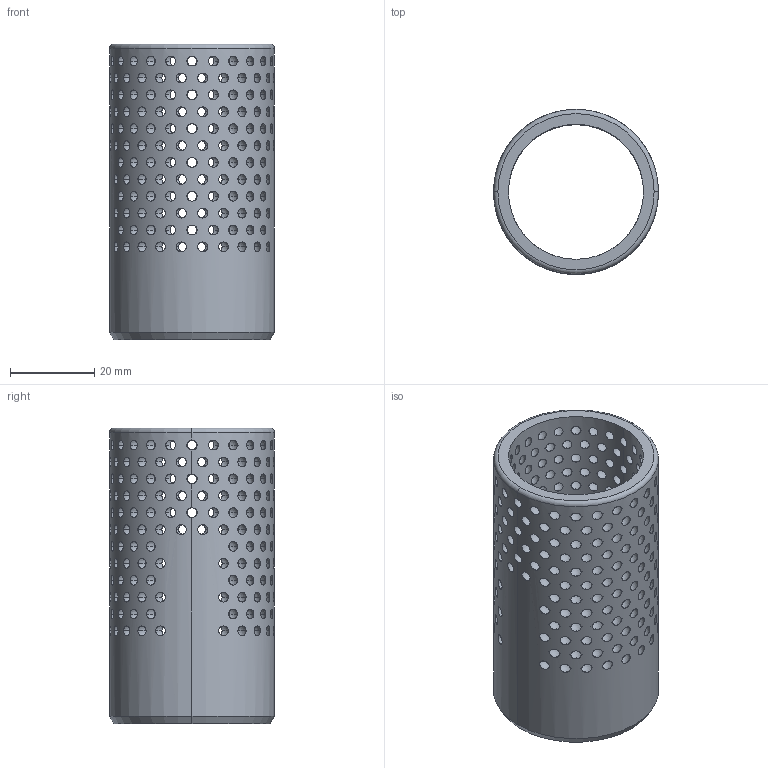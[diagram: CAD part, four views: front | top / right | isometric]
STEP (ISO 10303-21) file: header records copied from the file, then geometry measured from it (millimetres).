
FILE_DESCRIPTION (( 'STEP AP214' ), '1' );
FILE_NAME ('682QM-D32-C70.STEP', '2021-11-03T08:35:47', ( '' ), ( '' ), 'SwSTEP 2.0', 'SolidWorks 2016', '' );
FILE_SCHEMA (( 'AUTOMOTIVE_DESIGN' ));
Length unit declared in the file: millimetre
Products named in the file (2): 682QM-D32-C70
Bounding box: 39 x 39 x 70 mm (x, y, z)
Volume: 17469.1 mm3; surface area: 26171.2 mm2
Topology: 1 solids, 1 shells, 539 faces, 2930 edges, 1866 vertices
Faces by surface type: sphere 516, plane 11, cylinder 8, cone 2, torus 2
Entity records: 36189 total; most frequent: CARTESIAN_POINT 21981, ORIENTED_EDGE 3280, DIRECTION 2212, EDGE_CURVE 1640, VERTEX_POINT 1092, AXIS2_PLACEMENT_3D 1087, B_SPLINE_CURVE_WITH_KNOTS 1056, EDGE_LOOP 1046
